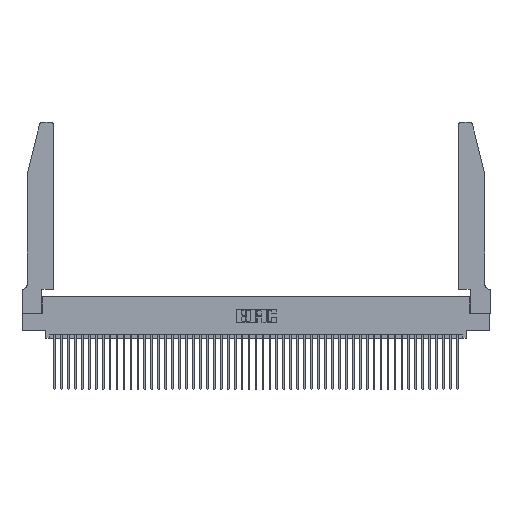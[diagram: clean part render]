
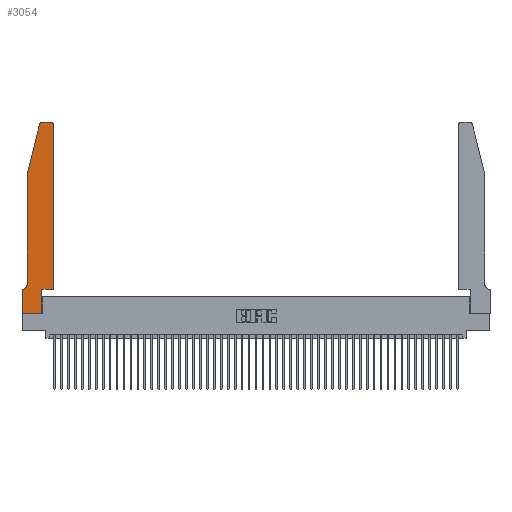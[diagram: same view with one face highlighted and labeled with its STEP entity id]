
A CAD part, top view. The second image highlights one B-rep face of the part: STEP entity #3054.
In plain terms, the highlighted planar face has unit normal (0, 0, 1).
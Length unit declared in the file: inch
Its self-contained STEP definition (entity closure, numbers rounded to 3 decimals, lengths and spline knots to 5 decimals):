
#451 = CARTESIAN_POINT ( 'NONE',  ( 0.0055, 0.42, 0.37 ) ) ;
#549 = EDGE_CURVE ( 'NONE', #45894, #16786, #23168, .T. ) ;
#550 = CARTESIAN_POINT ( 'NONE',  ( 0.2865, 0.35, 0.37 ) ) ;
#567 = VECTOR ( 'NONE', #27640, 39.37008 ) ;
#820 = ORIENTED_EDGE ( 'NONE', *, *, #16395, .T. ) ;
#926 = CARTESIAN_POINT ( 'NONE',  ( 0., 0., 0.37 ) ) ;
#1413 = VERTEX_POINT ( 'NONE', #33620 ) ;
#1899 = VERTEX_POINT ( 'NONE', #46394 ) ;
#2390 = CARTESIAN_POINT ( 'NONE',  ( 0.0755, 2., 0.37 ) ) ;
#2706 = CIRCLE ( 'NONE', #44079, 0.03 ) ;
#2978 = LINE ( 'NONE', #926, #40793 ) ;
#3039 = VECTOR ( 'NONE', #40215, 39.37008 ) ;
#3054 = ADVANCED_FACE ( 'NONE', ( #15723 ), #22778, .T. ) ;
#3358 = CARTESIAN_POINT ( 'NONE',  ( 0., 0.35, 0.37 ) ) ;
#3854 = ORIENTED_EDGE ( 'NONE', *, *, #12719, .T. ) ;
#4353 = DIRECTION ( 'NONE',  ( -1., 0., 0. ) ) ;
#4467 = ORIENTED_EDGE ( 'NONE', *, *, #6245, .T. ) ;
#4818 = DIRECTION ( 'NONE',  ( 0., -1., 0. ) ) ;
#5696 = VECTOR ( 'NONE', #10188, 39.37008 ) ;
#6245 = EDGE_CURVE ( 'NONE', #25821, #1413, #10762, .T. ) ;
#6627 = CARTESIAN_POINT ( 'NONE',  ( 0.4205, 2.72, 0.37 ) ) ;
#6815 = VERTEX_POINT ( 'NONE', #11793 ) ;
#7809 = CARTESIAN_POINT ( 'NONE',  ( 0., 0.35, 0.37 ) ) ;
#8638 = VECTOR ( 'NONE', #46144, 39.37008 ) ;
#8654 = CARTESIAN_POINT ( 'NONE',  ( 0.0755, 0.35, 0.37 ) ) ;
#8983 = EDGE_CURVE ( 'NONE', #13411, #25821, #11689, .T. ) ;
#9295 = ORIENTED_EDGE ( 'NONE', *, *, #10686, .T. ) ;
#9814 = LINE ( 'NONE', #16043, #8638 ) ;
#10188 = DIRECTION ( 'NONE',  ( 0., 1., 0. ) ) ;
#10455 = DIRECTION ( 'NONE',  ( 1., 0., 0. ) ) ;
#10686 = EDGE_CURVE ( 'NONE', #32935, #38838, #31862, .T. ) ;
#10762 = LINE ( 'NONE', #31462, #567 ) ;
#10878 = CARTESIAN_POINT ( 'NONE',  ( 0.2865, 0.35, 0.37 ) ) ;
#11609 = DIRECTION ( 'NONE',  ( 1., 0., 0. ) ) ;
#11689 = LINE ( 'NONE', #550, #40528 ) ;
#11793 = CARTESIAN_POINT ( 'NONE',  ( 0.0055, 0.35, 0.37 ) ) ;
#12719 = EDGE_CURVE ( 'NONE', #1899, #21798, #2706, .T. ) ;
#12774 = ORIENTED_EDGE ( 'NONE', *, *, #15765, .T. ) ;
#13411 = VERTEX_POINT ( 'NONE', #22784 ) ;
#14405 = AXIS2_PLACEMENT_3D ( 'NONE', #6627, #33067, #10455 ) ;
#14504 = DIRECTION ( 'NONE',  ( 1., 0., 0. ) ) ;
#15465 = CARTESIAN_POINT ( 'NONE',  ( 0.284, 2.72, 0.37 ) ) ;
#15723 = FACE_OUTER_BOUND ( 'NONE', #28517, .T. ) ;
#15765 = EDGE_CURVE ( 'NONE', #38838, #1899, #48423, .T. ) ;
#15794 = LINE ( 'NONE', #25144, #5696 ) ;
#16043 = CARTESIAN_POINT ( 'NONE',  ( 0.0755, 2., 0.37 ) ) ;
#16126 = VERTEX_POINT ( 'NONE', #3358 ) ;
#16312 = ORIENTED_EDGE ( 'NONE', *, *, #549, .T. ) ;
#16395 = EDGE_CURVE ( 'NONE', #16126, #45201, #2978, .T. ) ;
#16786 = VERTEX_POINT ( 'NONE', #33419 ) ;
#17471 = CARTESIAN_POINT ( 'NONE',  ( 0., 0., 0.37 ) ) ;
#17474 = LINE ( 'NONE', #8654, #36334 ) ;
#18886 = CIRCLE ( 'NONE', #46904, 0.07 ) ;
#19256 = DIRECTION ( 'NONE',  ( 1., 0., 0. ) ) ;
#20649 = LINE ( 'NONE', #37056, #40685 ) ;
#20799 = AXIS2_PLACEMENT_3D ( 'NONE', #7809, #34219, #11609 ) ;
#21222 = CARTESIAN_POINT ( 'NONE',  ( 0.4205, 2.75, 0.37 ) ) ;
#21798 = VERTEX_POINT ( 'NONE', #35122 ) ;
#22778 = PLANE ( 'NONE',  #20799 ) ;
#22784 = CARTESIAN_POINT ( 'NONE',  ( 0.2865, 0., 0.37 ) ) ;
#23168 = LINE ( 'NONE', #2390, #3039 ) ;
#24373 = EDGE_CURVE ( 'NONE', #1413, #32935, #15794, .T. ) ;
#25144 = CARTESIAN_POINT ( 'NONE',  ( 0.4505, 0.35, 0.37 ) ) ;
#25821 = VERTEX_POINT ( 'NONE', #10878 ) ;
#26989 = DIRECTION ( 'NONE',  ( 0., 0., -1. ) ) ;
#27640 = DIRECTION ( 'NONE',  ( 1., 0., 0. ) ) ;
#28517 = EDGE_LOOP ( 'NONE', ( #12774, #3854, #45176, #16312, #36376, #29919, #820, #32276, #33476, #4467, #46946, #9295 ) ) ;
#29778 = EDGE_CURVE ( 'NONE', #21798, #45894, #9814, .T. ) ;
#29789 = EDGE_CURVE ( 'NONE', #6815, #16126, #17474, .T. ) ;
#29919 = ORIENTED_EDGE ( 'NONE', *, *, #29789, .T. ) ;
#30900 = DIRECTION ( 'NONE',  ( 0., 1., 0. ) ) ;
#31462 = CARTESIAN_POINT ( 'NONE',  ( 0.4505, 0.35, 0.37 ) ) ;
#31862 = CIRCLE ( 'NONE', #14405, 0.03 ) ;
#32276 = ORIENTED_EDGE ( 'NONE', *, *, #48733, .T. ) ;
#32935 = VERTEX_POINT ( 'NONE', #34824 ) ;
#33067 = DIRECTION ( 'NONE',  ( 0., 0., 1. ) ) ;
#33419 = CARTESIAN_POINT ( 'NONE',  ( 0.0755, 0.42, 0.37 ) ) ;
#33476 = ORIENTED_EDGE ( 'NONE', *, *, #8983, .T. ) ;
#33620 = CARTESIAN_POINT ( 'NONE',  ( 0.4505, 0.35, 0.37 ) ) ;
#34219 = DIRECTION ( 'NONE',  ( 0., 0., 1. ) ) ;
#34824 = CARTESIAN_POINT ( 'NONE',  ( 0.4505, 2.72, 0.37 ) ) ;
#35122 = CARTESIAN_POINT ( 'NONE',  ( 0.25487, 2.72718, 0.37 ) ) ;
#35295 = DIRECTION ( 'NONE',  ( -1., 0., 0. ) ) ;
#36197 = EDGE_CURVE ( 'NONE', #16786, #6815, #18886, .T. ) ;
#36334 = VECTOR ( 'NONE', #42534, 39.37008 ) ;
#36376 = ORIENTED_EDGE ( 'NONE', *, *, #36197, .T. ) ;
#37056 = CARTESIAN_POINT ( 'NONE',  ( 0., 0., 0.37 ) ) ;
#38838 = VERTEX_POINT ( 'NONE', #21222 ) ;
#40215 = DIRECTION ( 'NONE',  ( 0., -1., 0. ) ) ;
#40528 = VECTOR ( 'NONE', #30900, 39.37008 ) ;
#40685 = VECTOR ( 'NONE', #14504, 39.37008 ) ;
#40793 = VECTOR ( 'NONE', #4818, 39.37008 ) ;
#41791 = DIRECTION ( 'NONE',  ( 0., 0., 1. ) ) ;
#42534 = DIRECTION ( 'NONE',  ( -1., 0., 0. ) ) ;
#42800 = CARTESIAN_POINT ( 'NONE',  ( 0.2605, 2.75, 0.37 ) ) ;
#43882 = CARTESIAN_POINT ( 'NONE',  ( 0.0755, 2., 0.37 ) ) ;
#44079 = AXIS2_PLACEMENT_3D ( 'NONE', #15465, #41791, #19256 ) ;
#45176 = ORIENTED_EDGE ( 'NONE', *, *, #29778, .T. ) ;
#45201 = VERTEX_POINT ( 'NONE', #17471 ) ;
#45894 = VERTEX_POINT ( 'NONE', #43882 ) ;
#46144 = DIRECTION ( 'NONE',  ( -0.239, -0.971, 0. ) ) ;
#46394 = CARTESIAN_POINT ( 'NONE',  ( 0.284, 2.75, 0.37 ) ) ;
#46904 = AXIS2_PLACEMENT_3D ( 'NONE', #451, #26989, #4353 ) ;
#46946 = ORIENTED_EDGE ( 'NONE', *, *, #24373, .T. ) ;
#47271 = VECTOR ( 'NONE', #35295, 39.37008 ) ;
#48423 = LINE ( 'NONE', #42800, #47271 ) ;
#48733 = EDGE_CURVE ( 'NONE', #45201, #13411, #20649, .T. ) ;
